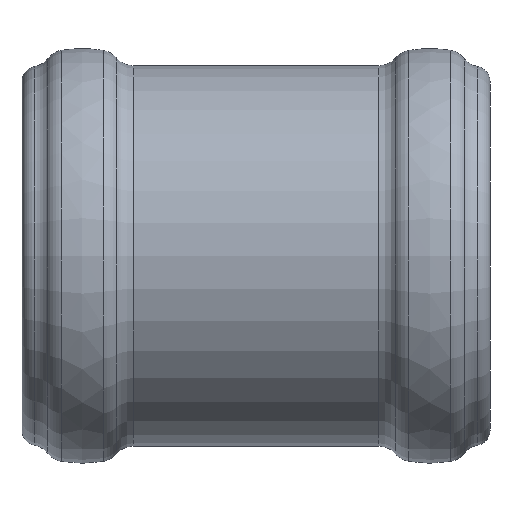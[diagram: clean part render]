
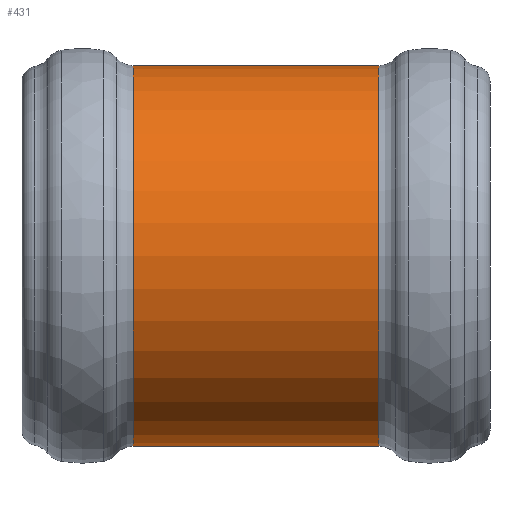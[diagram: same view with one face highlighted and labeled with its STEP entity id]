
A CAD part, left-side view. The second image highlights one B-rep face of the part: STEP entity #431.
In plain terms, the highlighted cylindrical face has radius 43.5 mm (diameter 87 mm), a full revolution.
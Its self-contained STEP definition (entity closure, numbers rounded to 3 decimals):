
#75=FACE_BOUND('',#178,.T.);
#111=FACE_OUTER_BOUND('',#177,.T.);
#177=EDGE_LOOP('',(#383));
#178=EDGE_LOOP('',(#384));
#187=CIRCLE('',#441,43.5);
#222=CIRCLE('',#504,43.5);
#227=VERTEX_POINT('',#668);
#262=VERTEX_POINT('',#826);
#267=EDGE_CURVE('',#227,#227,#187,.T.);
#304=EDGE_CURVE('',#262,#262,#222,.T.);
#383=ORIENTED_EDGE('',*,*,#267,.F.);
#384=ORIENTED_EDGE('',*,*,#304,.T.);
#397=CYLINDRICAL_SURFACE('',#505,43.5);
#431=ADVANCED_FACE('',(#111,#75),#397,.T.);
#441=AXIS2_PLACEMENT_3D('',#669,#521,#522);
#504=AXIS2_PLACEMENT_3D('',#827,#647,#648);
#505=AXIS2_PLACEMENT_3D('',#828,#649,#650);
#521=DIRECTION('center_axis',(0.,-1.,0.));
#522=DIRECTION('ref_axis',(1.,0.,0.));
#647=DIRECTION('center_axis',(0.,-1.,0.));
#648=DIRECTION('ref_axis',(1.,0.,0.));
#649=DIRECTION('center_axis',(0.,-1.,0.));
#650=DIRECTION('ref_axis',(1.,0.,0.));
#668=CARTESIAN_POINT('',(4.5,-24.042,0.));
#669=CARTESIAN_POINT('Origin',(-39.,-24.042,0.));
#826=CARTESIAN_POINT('',(4.5,32.187,0.));
#827=CARTESIAN_POINT('Origin',(-39.,32.187,0.));
#828=CARTESIAN_POINT('Origin',(-39.,10.159,0.));
